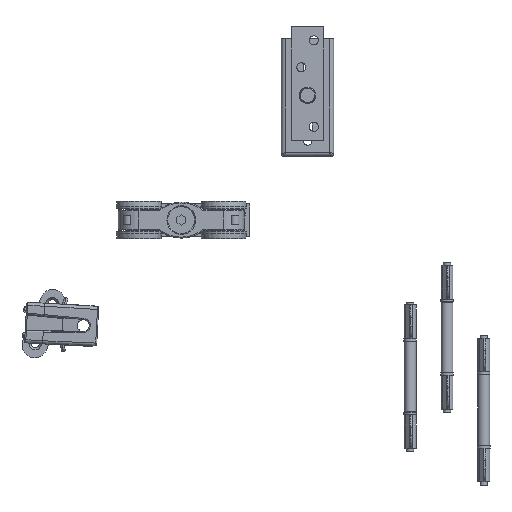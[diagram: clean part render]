
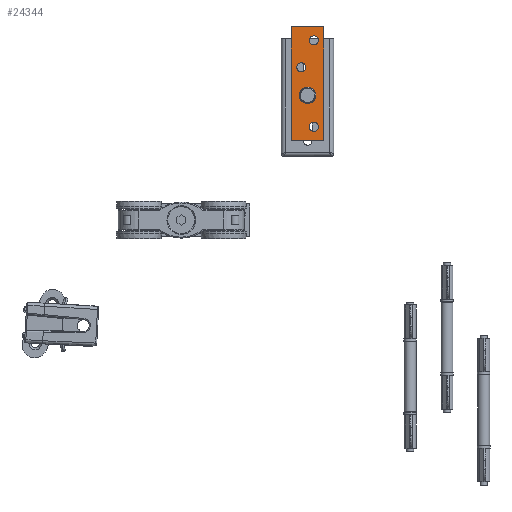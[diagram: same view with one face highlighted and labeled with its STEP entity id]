
A CAD part, top view. The second image highlights one B-rep face of the part: STEP entity #24344.
In plain terms, the highlighted face is planar.
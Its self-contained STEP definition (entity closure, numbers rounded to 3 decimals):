
#3232=CIRCLE('',#27456,2.5);
#3235=CIRCLE('',#27459,2.5);
#3236=CIRCLE('',#27461,2.5);
#3239=CIRCLE('',#27464,2.5);
#3240=CIRCLE('',#27466,2.5);
#3243=CIRCLE('',#27469,2.5);
#3244=CIRCLE('',#27471,4.25);
#3247=CIRCLE('',#27474,4.25);
#4238=FACE_BOUND('',#7088,.T.);
#4239=FACE_BOUND('',#7089,.T.);
#4240=FACE_BOUND('',#7090,.T.);
#4241=FACE_BOUND('',#7091,.T.);
#5614=FACE_OUTER_BOUND('',#7087,.T.);
#7087=EDGE_LOOP('',(#22561,#22562,#22563,#22564));
#7088=EDGE_LOOP('',(#22565,#22566));
#7089=EDGE_LOOP('',(#22567,#22568));
#7090=EDGE_LOOP('',(#22569,#22570));
#7091=EDGE_LOOP('',(#22571,#22572));
#8480=LINE('',#85115,#9874);
#8482=LINE('',#85119,#9876);
#8484=LINE('',#85123,#9878);
#8485=LINE('',#85125,#9879);
#9874=VECTOR('',#34052,63.);
#9876=VECTOR('',#34056,18.);
#9878=VECTOR('',#34060,63.);
#9879=VECTOR('',#34063,18.);
#12070=VERTEX_POINT('',#85062);
#12071=VERTEX_POINT('',#85063);
#12074=VERTEX_POINT('',#85072);
#12075=VERTEX_POINT('',#85073);
#12078=VERTEX_POINT('',#85082);
#12079=VERTEX_POINT('',#85083);
#12082=VERTEX_POINT('',#85092);
#12083=VERTEX_POINT('',#85093);
#12090=VERTEX_POINT('',#85111);
#12091=VERTEX_POINT('',#85113);
#12092=VERTEX_POINT('',#85117);
#12093=VERTEX_POINT('',#85121);
#15555=EDGE_CURVE('',#12070,#12071,#3232,.T.);
#15559=EDGE_CURVE('',#12071,#12070,#3235,.T.);
#15560=EDGE_CURVE('',#12074,#12075,#3236,.T.);
#15564=EDGE_CURVE('',#12075,#12074,#3239,.T.);
#15565=EDGE_CURVE('',#12078,#12079,#3240,.T.);
#15569=EDGE_CURVE('',#12079,#12078,#3243,.T.);
#15570=EDGE_CURVE('',#12082,#12083,#3244,.T.);
#15574=EDGE_CURVE('',#12083,#12082,#3247,.T.);
#15581=EDGE_CURVE('',#12091,#12090,#8480,.T.);
#15583=EDGE_CURVE('',#12090,#12092,#8482,.T.);
#15585=EDGE_CURVE('',#12092,#12093,#8484,.T.);
#15586=EDGE_CURVE('',#12093,#12091,#8485,.T.);
#22561=ORIENTED_EDGE('',*,*,#15585,.F.);
#22562=ORIENTED_EDGE('',*,*,#15583,.F.);
#22563=ORIENTED_EDGE('',*,*,#15581,.F.);
#22564=ORIENTED_EDGE('',*,*,#15586,.F.);
#22565=ORIENTED_EDGE('',*,*,#15555,.F.);
#22566=ORIENTED_EDGE('',*,*,#15559,.F.);
#22567=ORIENTED_EDGE('',*,*,#15560,.F.);
#22568=ORIENTED_EDGE('',*,*,#15564,.F.);
#22569=ORIENTED_EDGE('',*,*,#15565,.F.);
#22570=ORIENTED_EDGE('',*,*,#15569,.F.);
#22571=ORIENTED_EDGE('',*,*,#15570,.F.);
#22572=ORIENTED_EDGE('',*,*,#15574,.F.);
#22971=PLANE('',#27480);
#24344=ADVANCED_FACE('',(#5614,#4238,#4239,#4240,#4241),#22971,.F.);
#27456=AXIS2_PLACEMENT_3D('',#85064,#34000,#34001);
#27459=AXIS2_PLACEMENT_3D('',#85070,#34007,#34008);
#27461=AXIS2_PLACEMENT_3D('',#85074,#34011,#34012);
#27464=AXIS2_PLACEMENT_3D('',#85080,#34018,#34019);
#27466=AXIS2_PLACEMENT_3D('',#85084,#34022,#34023);
#27469=AXIS2_PLACEMENT_3D('',#85090,#34029,#34030);
#27471=AXIS2_PLACEMENT_3D('',#85094,#34033,#34034);
#27474=AXIS2_PLACEMENT_3D('',#85100,#34040,#34041);
#27480=AXIS2_PLACEMENT_3D('',#85126,#34064,#34065);
#34000=DIRECTION('center_axis',(0.,0.,-1.));
#34001=DIRECTION('ref_axis',(1.,0.,0.));
#34007=DIRECTION('center_axis',(0.,0.,-1.));
#34008=DIRECTION('ref_axis',(1.,0.,0.));
#34011=DIRECTION('center_axis',(0.,0.,-1.));
#34012=DIRECTION('ref_axis',(1.,0.,0.));
#34018=DIRECTION('center_axis',(0.,0.,-1.));
#34019=DIRECTION('ref_axis',(1.,0.,0.));
#34022=DIRECTION('center_axis',(0.,0.,-1.));
#34023=DIRECTION('ref_axis',(1.,0.,0.));
#34029=DIRECTION('center_axis',(0.,0.,-1.));
#34030=DIRECTION('ref_axis',(1.,0.,0.));
#34033=DIRECTION('center_axis',(0.,0.,-1.));
#34034=DIRECTION('ref_axis',(1.,0.,0.));
#34040=DIRECTION('center_axis',(0.,0.,-1.));
#34041=DIRECTION('ref_axis',(1.,0.,0.));
#34052=DIRECTION('',(0.,1.,0.));
#34056=DIRECTION('',(-1.,0.,0.));
#34060=DIRECTION('',(0.,-1.,0.));
#34063=DIRECTION('',(1.,0.,0.));
#34064=DIRECTION('center_axis',(0.,0.,1.));
#34065=DIRECTION('ref_axis',(1.,0.,0.));
#85062=CARTESIAN_POINT('',(8.,55.5,0.));
#85063=CARTESIAN_POINT('',(3.,55.5,0.));
#85064=CARTESIAN_POINT('Origin',(5.5,55.5,0.));
#85070=CARTESIAN_POINT('Origin',(5.5,55.5,0.));
#85072=CARTESIAN_POINT('',(15.,40.5,0.));
#85073=CARTESIAN_POINT('',(10.,40.5,0.));
#85074=CARTESIAN_POINT('Origin',(12.5,40.5,0.));
#85080=CARTESIAN_POINT('Origin',(12.5,40.5,0.));
#85082=CARTESIAN_POINT('',(8.,7.5,0.));
#85083=CARTESIAN_POINT('',(3.,7.5,0.));
#85084=CARTESIAN_POINT('Origin',(5.5,7.5,0.));
#85090=CARTESIAN_POINT('Origin',(5.5,7.5,0.));
#85092=CARTESIAN_POINT('',(13.25,25.,0.));
#85093=CARTESIAN_POINT('',(4.75,25.,0.));
#85094=CARTESIAN_POINT('Origin',(9.,25.,0.));
#85100=CARTESIAN_POINT('Origin',(9.,25.,0.));
#85111=CARTESIAN_POINT('',(18.,63.,0.));
#85113=CARTESIAN_POINT('',(18.,0.,0.));
#85115=CARTESIAN_POINT('',(18.,0.,0.));
#85117=CARTESIAN_POINT('',(0.,63.,0.));
#85119=CARTESIAN_POINT('',(18.,63.,0.));
#85121=CARTESIAN_POINT('',(0.,0.,0.));
#85123=CARTESIAN_POINT('',(0.,63.,0.));
#85125=CARTESIAN_POINT('',(0.,0.,0.));
#85126=CARTESIAN_POINT('Origin',(18.,0.,0.));
